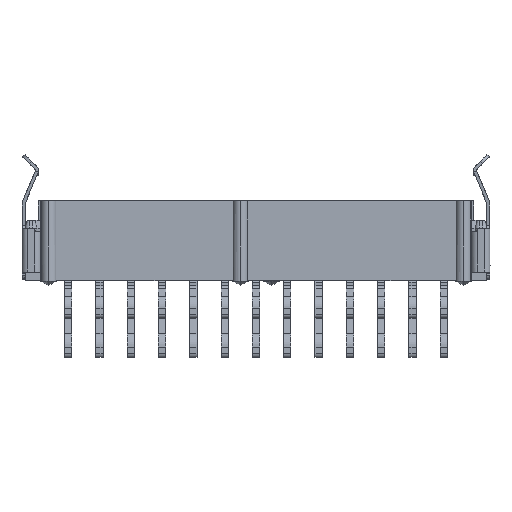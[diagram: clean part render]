
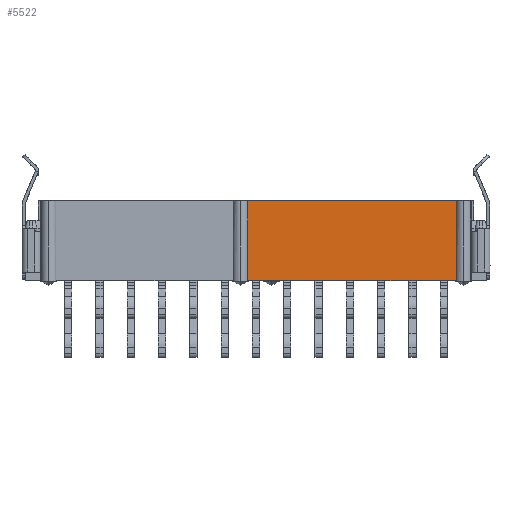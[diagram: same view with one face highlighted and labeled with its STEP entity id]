
A CAD part, top view. The second image highlights one B-rep face of the part: STEP entity #5522.
In plain terms, the highlighted planar face has unit normal (0, 0, 1).
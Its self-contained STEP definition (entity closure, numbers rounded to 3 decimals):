
#115=DIRECTION('',(-1.,0.,0.));
#116=VECTOR('',#115,13.333);
#117=CARTESIAN_POINT('',(12.792,0.,2.775));
#118=LINE('',#117,#116);
#895=DIRECTION('',(-1.,0.,0.));
#896=VECTOR('',#895,13.333);
#897=CARTESIAN_POINT('',(12.792,5.1,2.775));
#898=LINE('',#897,#896);
#1083=DIRECTION('',(0.,-1.,0.));
#1084=VECTOR('',#1083,5.1);
#1085=CARTESIAN_POINT('',(-0.542,5.1,2.775));
#1086=LINE('',#1085,#1084);
#1090=DIRECTION('',(0.,-1.,0.));
#1091=VECTOR('',#1090,5.1);
#1092=CARTESIAN_POINT('',(12.792,5.1,2.775));
#1093=LINE('',#1092,#1091);
#4496=CARTESIAN_POINT('',(12.792,0.,2.775));
#4498=VERTEX_POINT('',#4496);
#4504=CARTESIAN_POINT('',(12.792,5.1,2.775));
#4505=VERTEX_POINT('',#4504);
#4852=CARTESIAN_POINT('',(-0.542,0.,2.775));
#4853=VERTEX_POINT('',#4852);
#4856=CARTESIAN_POINT('',(-0.542,5.1,2.775));
#4857=VERTEX_POINT('',#4856);
#5509=CARTESIAN_POINT('',(13.75,0.,2.775));
#5510=DIRECTION('',(0.,0.,1.));
#5511=DIRECTION('',(-1.,0.,0.));
#5512=AXIS2_PLACEMENT_3D('',#5509,#5510,#5511);
#5513=PLANE('',#5512);
#5515=ORIENTED_EDGE('',*,*,#5514,.F.);
#5516=ORIENTED_EDGE('',*,*,#5409,.F.);
#5518=ORIENTED_EDGE('',*,*,#5517,.T.);
#5519=ORIENTED_EDGE('',*,*,#4933,.T.);
#5520=EDGE_LOOP('',(#5515,#5516,#5518,#5519));
#5521=FACE_OUTER_BOUND('',#5520,.F.);
#4933=EDGE_CURVE('',#4498,#4853,#118,.T.);
#5409=EDGE_CURVE('',#4505,#4857,#898,.T.);
#5514=EDGE_CURVE('',#4857,#4853,#1086,.T.);
#5517=EDGE_CURVE('',#4505,#4498,#1093,.T.);
#5522=ADVANCED_FACE('',(#5521),#5513,.T.);
